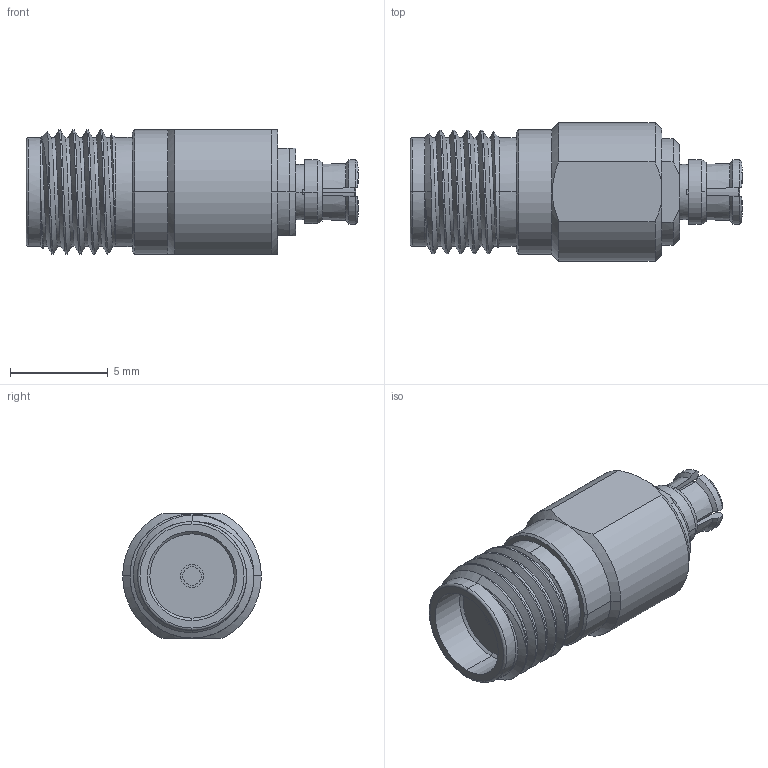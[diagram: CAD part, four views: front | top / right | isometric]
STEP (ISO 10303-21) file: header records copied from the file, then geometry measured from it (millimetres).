
FILE_DESCRIPTION (( 'STEP AP203' ), '1' );
FILE_NAME ('PE91308 ¦ SM8802.step', '2019-05-07T00:22:58', ( '' ), ( '' ), 'SwSTEP 2.0', 'SolidWorks 2018', '' );
FILE_SCHEMA (( 'CONFIG_CONTROL_DESIGN' ));
Length unit declared in the file: inch
Products named in the file (1): PE91308 ｦ SM8802
Bounding box: 17 x 7.1 x 6.4 mm (x, y, z)
Volume: 416.2 mm3; surface area: 535.7 mm2
Topology: 3 solids, 3 shells, 147 faces, 367 edges, 237 vertices
Faces by surface type: cylinder 49, plane 41, cone 36, bspline 19, torus 2
Entity records: 6261 total; most frequent: CARTESIAN_POINT 2965, ORIENTED_EDGE 734, DIRECTION 615, EDGE_CURVE 367, AXIS2_PLACEMENT_3D 255, VERTEX_POINT 237, EDGE_LOOP 160, FACE_OUTER_BOUND 147
